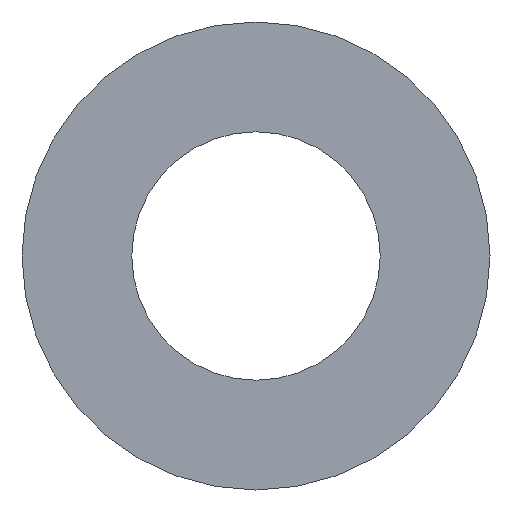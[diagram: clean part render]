
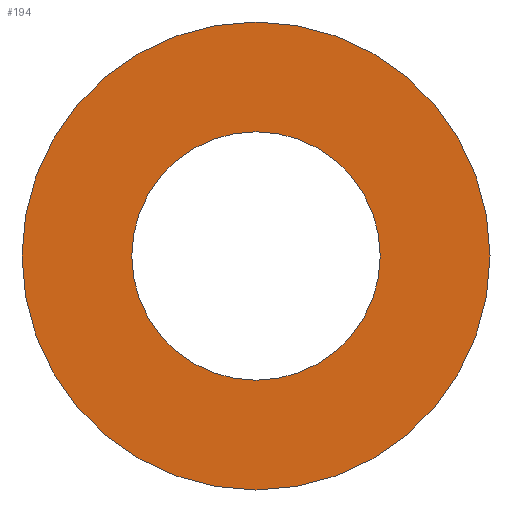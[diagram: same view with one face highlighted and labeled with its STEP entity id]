
A CAD part, left-side view. The second image highlights one B-rep face of the part: STEP entity #194.
In plain terms, the highlighted planar face has unit normal (-1, 0, 0).
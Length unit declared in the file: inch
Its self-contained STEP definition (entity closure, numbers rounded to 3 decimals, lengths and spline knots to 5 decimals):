
#3 = EDGE_LOOP ( 'NONE', ( #225, #95 ) ) ;
#15 = CARTESIAN_POINT ( 'NONE',  ( 0., 0., 0. ) ) ;
#18 = CARTESIAN_POINT ( 'NONE',  ( 0., 0., 0.5 ) ) ;
#29 = CIRCLE ( 'NONE', #144, 0.5 ) ;
#35 = EDGE_LOOP ( 'NONE', ( #53, #69 ) ) ;
#41 = DIRECTION ( 'NONE',  ( 0., 0., -1. ) ) ;
#48 = PLANE ( 'NONE',  #111 ) ;
#50 = FACE_BOUND ( 'NONE', #35, .T. ) ;
#53 = ORIENTED_EDGE ( 'NONE', *, *, #118, .T. ) ;
#55 = EDGE_CURVE ( 'NONE', #57, #72, #161, .T. ) ;
#56 = DIRECTION ( 'NONE',  ( 0., 0., -1. ) ) ;
#57 = VERTEX_POINT ( 'NONE', #191 ) ;
#69 = ORIENTED_EDGE ( 'NONE', *, *, #186, .T. ) ;
#70 = CARTESIAN_POINT ( 'NONE',  ( 0., 0., 0. ) ) ;
#72 = VERTEX_POINT ( 'NONE', #18 ) ;
#73 = DIRECTION ( 'NONE',  ( 1., 0., 0. ) ) ;
#81 = VERTEX_POINT ( 'NONE', #145 ) ;
#87 = AXIS2_PLACEMENT_3D ( 'NONE', #166, #122, #236 ) ;
#95 = ORIENTED_EDGE ( 'NONE', *, *, #55, .F. ) ;
#111 = AXIS2_PLACEMENT_3D ( 'NONE', #15, #231, #250 ) ;
#118 = EDGE_CURVE ( 'NONE', #81, #138, #208, .T. ) ;
#122 = DIRECTION ( 'NONE',  ( 1., 0., 0. ) ) ;
#125 = DIRECTION ( 'NONE',  ( 0., 0., -1. ) ) ;
#138 = VERTEX_POINT ( 'NONE', #188 ) ;
#144 = AXIS2_PLACEMENT_3D ( 'NONE', #169, #252, #41 ) ;
#145 = CARTESIAN_POINT ( 'NONE',  ( 0., 0., 0.2655 ) ) ;
#149 = AXIS2_PLACEMENT_3D ( 'NONE', #238, #73, #56 ) ;
#160 = AXIS2_PLACEMENT_3D ( 'NONE', #70, #233, #125 ) ;
#161 = CIRCLE ( 'NONE', #149, 0.5 ) ;
#166 = CARTESIAN_POINT ( 'NONE',  ( 0., 0., 0. ) ) ;
#167 = FACE_OUTER_BOUND ( 'NONE', #3, .T. ) ;
#169 = CARTESIAN_POINT ( 'NONE',  ( 0., 0., 0. ) ) ;
#181 = CIRCLE ( 'NONE', #87, 0.2655 ) ;
#186 = EDGE_CURVE ( 'NONE', #138, #81, #181, .T. ) ;
#188 = CARTESIAN_POINT ( 'NONE',  ( 0., 0., -0.2655 ) ) ;
#191 = CARTESIAN_POINT ( 'NONE',  ( 0., 0., -0.5 ) ) ;
#194 = ADVANCED_FACE ( 'NONE', ( #167, #50 ), #48, .F. ) ;
#202 = EDGE_CURVE ( 'NONE', #72, #57, #29, .T. ) ;
#208 = CIRCLE ( 'NONE', #160, 0.2655 ) ;
#225 = ORIENTED_EDGE ( 'NONE', *, *, #202, .F. ) ;
#231 = DIRECTION ( 'NONE',  ( 1., 0., 0. ) ) ;
#233 = DIRECTION ( 'NONE',  ( 1., 0., 0. ) ) ;
#236 = DIRECTION ( 'NONE',  ( 0., 0., -1. ) ) ;
#238 = CARTESIAN_POINT ( 'NONE',  ( 0., 0., 0. ) ) ;
#250 = DIRECTION ( 'NONE',  ( 0., 0., -1. ) ) ;
#252 = DIRECTION ( 'NONE',  ( 1., 0., 0. ) ) ;
